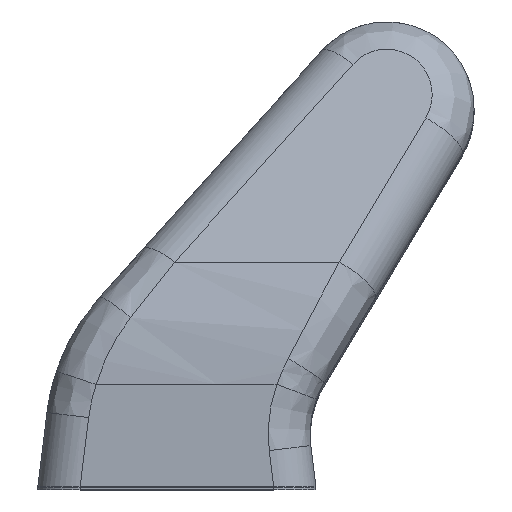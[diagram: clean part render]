
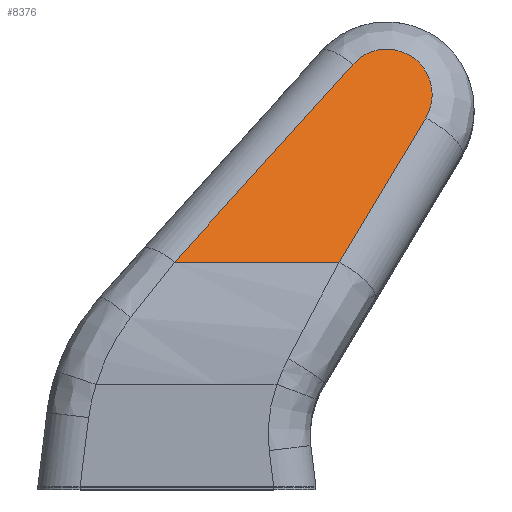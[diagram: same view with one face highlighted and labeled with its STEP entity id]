
A CAD part, top view. The second image highlights one B-rep face of the part: STEP entity #8376.
In plain terms, the highlighted planar face has unit normal (0, 0.35, 0.937).
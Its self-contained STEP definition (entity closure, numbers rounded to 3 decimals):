
#134 = CARTESIAN_POINT ( 'NONE',  ( 27.006, 62.911, 5.714 ) ) ;
#256 = CARTESIAN_POINT ( 'NONE',  ( 36.104, 54.766, 8.756 ) ) ;
#1119 = VERTEX_POINT ( 'NONE', #23709 ) ;
#1937 = CARTESIAN_POINT ( 'NONE',  ( 25.17, 61.449, 6.26 ) ) ;
#2060 = CARTESIAN_POINT ( 'NONE',  ( 36.419, 58.344, 7.419 ) ) ;
#2177 = DIRECTION ( 'NONE',  ( -0.645, -0.716, 0.267 ) ) ;
#2686 = VECTOR ( 'NONE', #12226, 1000. ) ;
#3082 = ORIENTED_EDGE ( 'NONE', *, *, #6234, .F. ) ;
#3366 = VERTEX_POINT ( 'NONE', #11884 ) ;
#3871 = CARTESIAN_POINT ( 'NONE',  ( 34.772, 61.568, 6.216 ) ) ;
#4841 = CARTESIAN_POINT ( 'NONE',  ( -51.5, 33.122, 16.84 ) ) ;
#5345 = DIRECTION ( 'NONE',  ( 0., 0.35, 0.937 ) ) ;
#5687 = CARTESIAN_POINT ( 'NONE',  ( 31.695, 63.413, 5.527 ) ) ;
#6234 = EDGE_CURVE ( 'NONE', #1119, #3366, #16525, .T. ) ;
#6600 = VECTOR ( 'NONE', #7359, 1000. ) ;
#7167 = FACE_OUTER_BOUND ( 'NONE', #8808, .T. ) ;
#7288 = ORIENTED_EDGE ( 'NONE', *, *, #18546, .T. ) ;
#7359 = DIRECTION ( 'NONE',  ( -0.491, -0.816, 0.305 ) ) ;
#7462 = AXIS2_PLACEMENT_3D ( 'NONE', #21894, #5345, #12733 ) ;
#7503 = CARTESIAN_POINT ( 'NONE',  ( 28.126, 63.362, 5.546 ) ) ;
#7627 = CARTESIAN_POINT ( 'NONE',  ( 35.761, 54.067, 9.017 ) ) ;
#8376 = ADVANCED_FACE ( 'NONE', ( #7167 ), #14534, .T. ) ;
#8808 = EDGE_LOOP ( 'NONE', ( #7288, #3082, #17635, #21090 ) ) ;
#9313 = CARTESIAN_POINT ( 'NONE',  ( 25.426, 61.734, 6.154 ) ) ;
#9438 = CARTESIAN_POINT ( 'NONE',  ( 36.538, 57.126, 7.875 ) ) ;
#10391 = CARTESIAN_POINT ( 'NONE',  ( -0.336, 33.122, 16.84 ) ) ;
#11254 = CARTESIAN_POINT ( 'NONE',  ( 35.519, 60.605, 6.575 ) ) ;
#11294 = VECTOR ( 'NONE', #2177, 1000. ) ;
#11372 = LINE ( 'NONE', #18716, #11294 ) ;
#11392 = VERTEX_POINT ( 'NONE', #20341 ) ;
#11884 = CARTESIAN_POINT ( 'NONE',  ( 23.176, 33.122, 16.84 ) ) ;
#12226 = DIRECTION ( 'NONE',  ( 1., 0., 0. ) ) ;
#12733 = DIRECTION ( 'NONE',  ( 0., -0.937, 0.35 ) ) ;
#13069 = CARTESIAN_POINT ( 'NONE',  ( 32.826, 62.994, 5.683 ) ) ;
#14534 = PLANE ( 'NONE',  #7462 ) ;
#14865 = CARTESIAN_POINT ( 'NONE',  ( 29.306, 63.599, 5.457 ) ) ;
#14985 = CARTESIAN_POINT ( 'NONE',  ( 35.572, 53.752, 9.135 ) ) ;
#15357 = CARTESIAN_POINT ( 'NONE',  ( 35.733, 54.02, 9.035 ) ) ;
#16525 = LINE ( 'NONE', #15357, #6600 ) ;
#16662 = CARTESIAN_POINT ( 'NONE',  ( 26.002, 62.27, 5.953 ) ) ;
#16782 = CARTESIAN_POINT ( 'NONE',  ( 36.428, 55.906, 8.33 ) ) ;
#17635 = ORIENTED_EDGE ( 'NONE', *, *, #19637, .F. ) ;
#18546 = EDGE_CURVE ( 'NONE', #18893, #3366, #21390, .T. ) ;
#18605 = CARTESIAN_POINT ( 'NONE',  ( 36.074, 59.518, 6.981 ) ) ;
#18716 = CARTESIAN_POINT ( 'NONE',  ( 25.17, 61.449, 6.26 ) ) ;
#18893 = VERTEX_POINT ( 'NONE', #10391 ) ;
#19637 = EDGE_CURVE ( 'NONE', #11392, #1119, #20975, .T. ) ;
#20341 = CARTESIAN_POINT ( 'NONE',  ( 25.17, 61.449, 6.26 ) ) ;
#20423 = CARTESIAN_POINT ( 'NONE',  ( 33.864, 62.373, 5.915 ) ) ;
#20975 =( BOUNDED_CURVE ( )  B_SPLINE_CURVE ( 3, ( #1937, #9313, #16662, #134, #7503, #14865, #22234, #5687, #13069, #20423, #3871, #11254, #18605, #2060, #9438, #16782, #256, #7627, #14985 ),
 .UNSPECIFIED., .F., .T. ) 
 B_SPLINE_CURVE_WITH_KNOTS ( ( 4, 1, 1, 1, 1, 1, 1, 1, 1, 1, 1, 1, 1, 1, 1, 1, 4 ),
 ( 0., 0.06, 0.123, 0.184, 0.246, 0.307, 0.368, 0.43, 0.492, 0.555, 0.619, 0.683, 0.748, 0.812, 0.877, 0.942, 1. ),
 .UNSPECIFIED. ) 
 CURVE ( )  GEOMETRIC_REPRESENTATION_ITEM ( )  RATIONAL_B_SPLINE_CURVE ( ( 1.219, 1.219, 1.219, 1.219, 1.219, 1.219, 1.219, 1.219, 1.219, 1.219, 1.219, 1.219, 1.219, 1.219, 1.219, 1.219, 1.219, 1.219, 1.219 ) ) 
 REPRESENTATION_ITEM ( '' )  );
#21090 = ORIENTED_EDGE ( 'NONE', *, *, #21605, .T. ) ;
#21390 = LINE ( 'NONE', #4841, #2686 ) ;
#21605 = EDGE_CURVE ( 'NONE', #11392, #18893, #11372, .T. ) ;
#21894 = CARTESIAN_POINT ( 'NONE',  ( -51.5, 67.5, 4. ) ) ;
#22234 = CARTESIAN_POINT ( 'NONE',  ( 30.509, 63.616, 5.451 ) ) ;
#23709 = CARTESIAN_POINT ( 'NONE',  ( 35.572, 53.752, 9.135 ) ) ;
